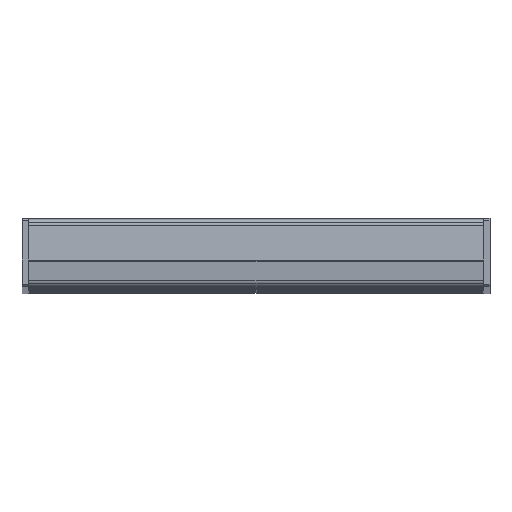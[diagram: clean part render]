
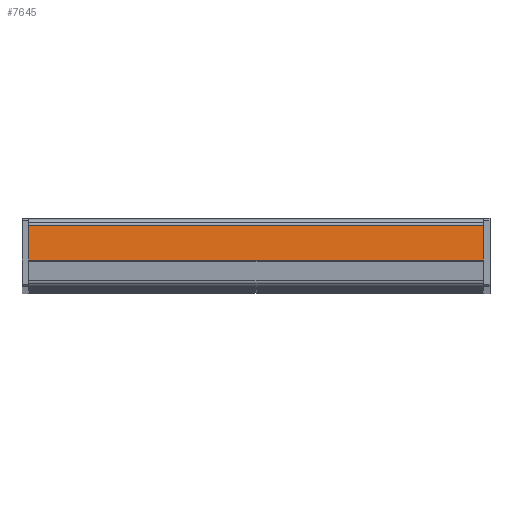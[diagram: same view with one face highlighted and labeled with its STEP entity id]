
A CAD part, top view. The second image highlights one B-rep face of the part: STEP entity #7645.
In plain terms, the highlighted face is planar.
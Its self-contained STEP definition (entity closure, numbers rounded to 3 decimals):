
#5851=DIRECTION('',(1.,0.,0.));
#5852=VECTOR('',#5851,200.);
#5853=CARTESIAN_POINT('',(-100.,-1.127,-12.881));
#5854=LINE('',#5853,#5852);
#5890=DIRECTION('',(0.,-0.087,-0.996));
#5891=VECTOR('',#5890,24.485);
#5892=CARTESIAN_POINT('',(-100.,1.007,11.511));
#5893=LINE('',#5892,#5891);
#5898=DIRECTION('',(1.,0.,0.));
#5899=VECTOR('',#5898,200.);
#5900=CARTESIAN_POINT('',(-100.,1.007,11.511));
#5901=LINE('',#5900,#5899);
#5924=DIRECTION('',(0.,-0.087,-0.996));
#5925=VECTOR('',#5924,24.485);
#5926=CARTESIAN_POINT('',(100.,1.007,11.511));
#5927=LINE('',#5926,#5925);
#6762=CARTESIAN_POINT('',(-100.,-1.127,-12.881));
#6763=CARTESIAN_POINT('',(100.,-1.127,-12.881));
#6764=VERTEX_POINT('',#6762);
#6765=VERTEX_POINT('',#6763);
#6766=CARTESIAN_POINT('',(-100.,1.007,11.511));
#6767=CARTESIAN_POINT('',(100.,1.007,11.511));
#6768=VERTEX_POINT('',#6766);
#6769=VERTEX_POINT('',#6767);
#7633=CARTESIAN_POINT('',(-100.,1.247,14.25));
#7634=DIRECTION('',(0.,-0.996,0.087));
#7635=DIRECTION('',(0.,-0.087,-0.996));
#7636=AXIS2_PLACEMENT_3D('',#7633,#7634,#7635);
#7637=PLANE('',#7636);
#7638=ORIENTED_EDGE('',*,*,#7598,.F.);
#7639=ORIENTED_EDGE('',*,*,#7623,.T.);
#7641=ORIENTED_EDGE('',*,*,#7640,.T.);
#7642=ORIENTED_EDGE('',*,*,#7541,.F.);
#7643=EDGE_LOOP('',(#7638,#7639,#7641,#7642));
#7644=FACE_OUTER_BOUND('',#7643,.F.);
#7645=ADVANCED_FACE('',(#7644),#7637,.T.);
#7541=EDGE_CURVE('',#6764,#6765,#5854,.T.);
#7598=EDGE_CURVE('',#6768,#6764,#5893,.T.);
#7623=EDGE_CURVE('',#6768,#6769,#5901,.T.);
#7640=EDGE_CURVE('',#6769,#6765,#5927,.T.);
